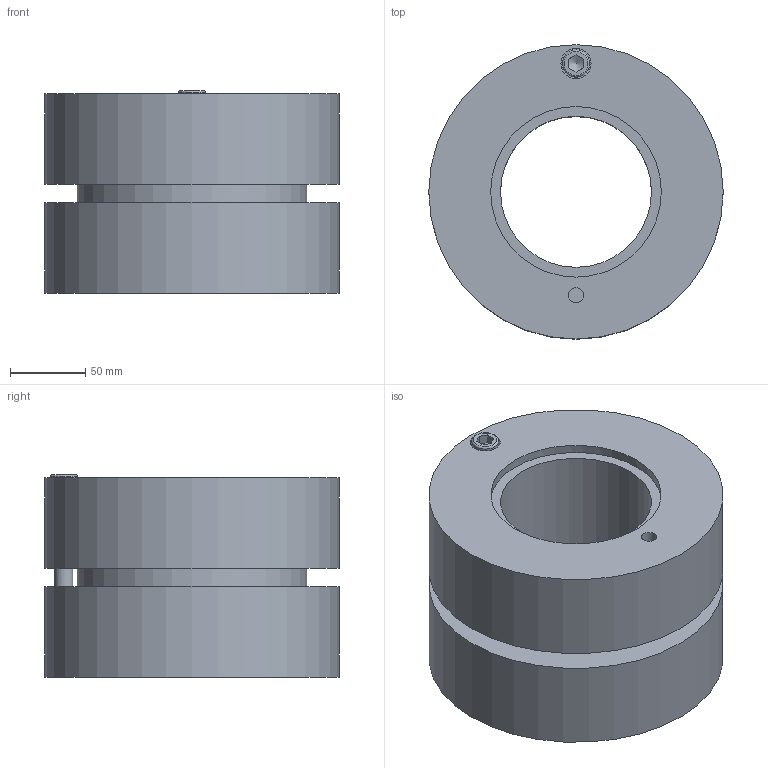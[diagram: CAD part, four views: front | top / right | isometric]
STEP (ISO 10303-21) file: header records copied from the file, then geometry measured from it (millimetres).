
FILE_DESCRIPTION((''),'2;1');
FILE_NAME('DOBIKON 7040-100.stp','2011-09-19T11:21:35',('kr'),(''),'Autodesk Inventor 2011','Autodesk Inventor 2011','');
FILE_SCHEMA(('AUTOMOTIVE_DESIGN { 1 0 10303 214 1 1 1 1 }'));
Length unit declared in the file: millimetre
Products named in the file (5): DOBIKON 7040-100; Volumenkörper1_12; Volumenkörper2_12; Volumenkörper3_12; DIN 912 - ersetzt durch DIN EN ISO 4762 M12 x 80
Assembly tree (4 placements, depth 2):
  DOBIKON 7040-100
    Volumenkörper1_12
    Volumenkörper2_12
    Volumenkörper3_12
    DIN 912 - ersetzt durch DIN EN ISO 4762 M12 x 80
Bounding box: 195 x 195 x 134 mm (x, y, z)
Volume: 2612087.4 mm3; surface area: 311238.1 mm2
Topology: 4 solids, 4 shells, 41 faces, 80 edges, 53 vertices
Faces by surface type: plane 20, cylinder 13, cone 6, torus 2
Full cylindrical faces by diameter (mm): 10.106 x3, 12 x1, 14 x1, 18 x1, 20 x1, 100 x1, 152 x3, 195 x2
Entity records: 1093 total; most frequent: DIRECTION 186, CARTESIAN_POINT 166, ORIENTED_EDGE 110, AXIS2_PLACEMENT_3D 87, EDGE_LOOP 82, EDGE_CURVE 55, VERTEX_POINT 49, FACE_OUTER_BOUND 41
